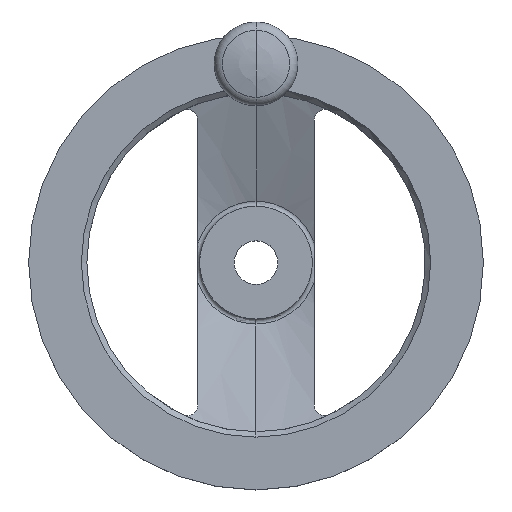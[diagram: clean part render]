
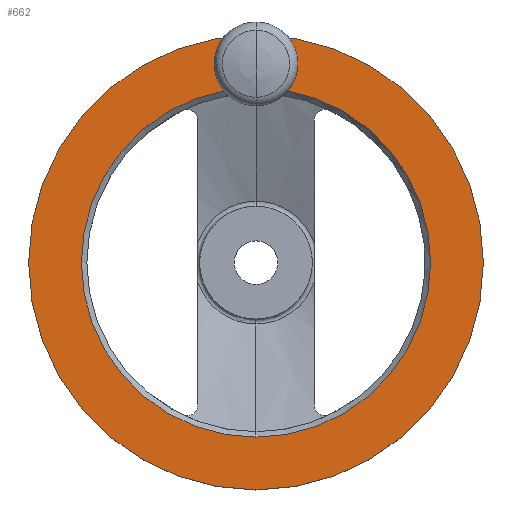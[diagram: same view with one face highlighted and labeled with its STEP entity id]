
A CAD part, top view. The second image highlights one B-rep face of the part: STEP entity #662.
In plain terms, the highlighted planar face has unit normal (0, 0, 1).
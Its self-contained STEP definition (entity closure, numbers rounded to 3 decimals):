
#300=EDGE_CURVE('',#490,#470,#802,.T.);
#316=EDGE_CURVE('',#744,#704,#820,.T.);
#340=EDGE_CURVE('',#490,#468,#846,.T.);
#458=EDGE_CURVE('',#468,#490,#977,.T.);
#468=VERTEX_POINT('',#987);
#470=VERTEX_POINT('',#989);
#490=VERTEX_POINT('',#1010);
#564=EDGE_CURVE('',#704,#744,#1093,.T.);
#662=ADVANCED_FACE('',(#1206,#1207),#1208,.T.);
#704=VERTEX_POINT('',#1253);
#720=EDGE_CURVE('',#470,#490,#1271,.T.);
#744=VERTEX_POINT('',#1297);
#802=CIRCLE('',#1398,48.0);
#820=CIRCLE('',#1433,62.5);
#846=CIRCLE('',#1493,6.5);
#977=CIRCLE('',#1711,6.5);
#987=CARTESIAN_POINT('',(0.,61.0,33.));
#989=CARTESIAN_POINT('',(0.,-48.,33.));
#1010=CARTESIAN_POINT('',(0.,48.0,33.));
#1093=CIRCLE('',#1904,62.5);
#1206=FACE_OUTER_BOUND('',#2134,.T.);
#1207=FACE_BOUND('',#2135,.T.);
#1208=PLANE('',#2136);
#1253=CARTESIAN_POINT('',(0.,62.5,33.));
#1271=CIRCLE('',#2229,48.0);
#1297=CARTESIAN_POINT('',(0.,-62.5,33.));
#1398=AXIS2_PLACEMENT_3D('',#2326,#2327,#2328);
#1433=AXIS2_PLACEMENT_3D('',#2343,#2344,#2345);
#1493=AXIS2_PLACEMENT_3D('',#2379,#2380,#2381);
#1711=AXIS2_PLACEMENT_3D('',#2550,#2551,#2552);
#1904=AXIS2_PLACEMENT_3D('',#2712,#2713,#2714);
#2134=EDGE_LOOP('',(#2867,#2868));
#2135=EDGE_LOOP('',(#2869,#2870,#2871,#2872));
#2136=AXIS2_PLACEMENT_3D('',#2873,#2874,#2875);
#2229=AXIS2_PLACEMENT_3D('',#2941,#2942,#2943);
#2326=CARTESIAN_POINT('',(0.,0.,33.));
#2327=DIRECTION('',(0.,0.,1.0));
#2328=DIRECTION('',(0.,1.0,0.));
#2343=CARTESIAN_POINT('',(0.,0.,33.));
#2344=DIRECTION('',(0.,0.,1.0));
#2345=DIRECTION('',(0.,1.0,0.));
#2379=CARTESIAN_POINT('',(0.,54.5,33.));
#2380=DIRECTION('',(0.,0.,-1.0));
#2381=DIRECTION('',(0.,-1.0,0.));
#2550=CARTESIAN_POINT('',(0.,54.5,33.));
#2551=DIRECTION('',(0.,0.,-1.0));
#2552=DIRECTION('',(0.,-1.0,0.));
#2712=CARTESIAN_POINT('',(0.,0.,33.));
#2713=DIRECTION('',(0.,0.,1.0));
#2714=DIRECTION('',(0.,1.0,0.));
#2867=ORIENTED_EDGE('',*,*,#564,.T.);
#2868=ORIENTED_EDGE('',*,*,#316,.T.);
#2869=ORIENTED_EDGE('',*,*,#300,.F.);
#2870=ORIENTED_EDGE('',*,*,#340,.T.);
#2871=ORIENTED_EDGE('',*,*,#458,.T.);
#2872=ORIENTED_EDGE('',*,*,#720,.F.);
#2873=CARTESIAN_POINT('',(0.,55.25,33.));
#2874=DIRECTION('',(0.,0.,1.0));
#2875=DIRECTION('',(0.,1.0,0.0));
#2941=CARTESIAN_POINT('',(0.,0.,33.));
#2942=DIRECTION('',(0.,0.,1.0));
#2943=DIRECTION('',(0.,1.0,0.));
